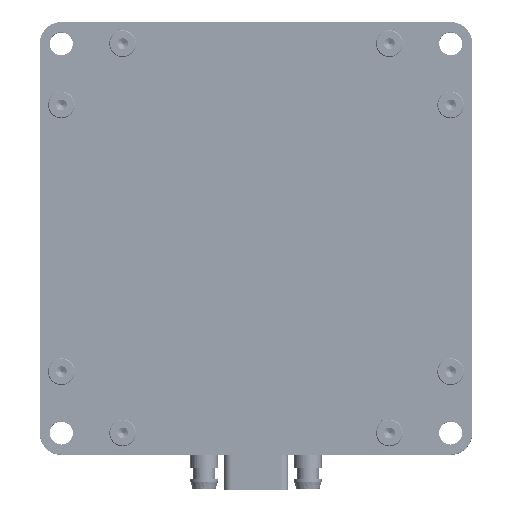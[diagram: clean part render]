
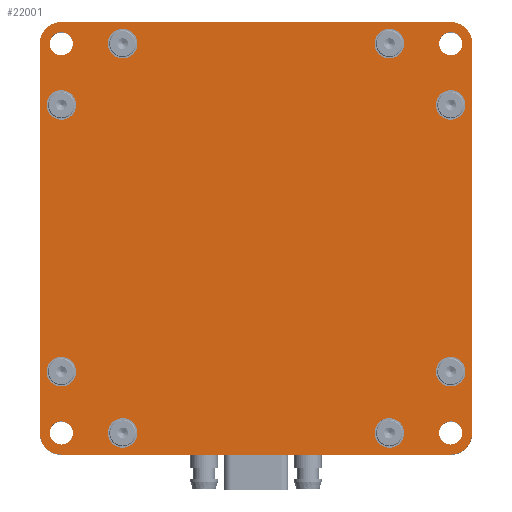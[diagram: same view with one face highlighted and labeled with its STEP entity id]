
A CAD part, top view. The second image highlights one B-rep face of the part: STEP entity #22001.
In plain terms, the highlighted face is planar.
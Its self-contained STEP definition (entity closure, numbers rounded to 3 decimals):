
#12297=LINE('',#99517,#14788);
#12338=LINE('',#99665,#14829);
#12339=LINE('',#99670,#14830);
#12340=LINE('',#99674,#14831);
#14788=VECTOR('',#90268,1.);
#14829=VECTOR('',#90403,1.);
#14830=VECTOR('',#90406,1.);
#14831=VECTOR('',#90409,1.);
#16720=PLANE('',#83655);
#22001=ADVANCED_FACE('',(#26435,#26436,#26437,#26438,#26439,#26440,#26441,
#26442,#26443,#26444,#26445,#26446,#26447),#16720,.F.);
#26435=FACE_BOUND('',#30571,.T.);
#26436=FACE_BOUND('',#30572,.T.);
#26437=FACE_BOUND('',#30573,.T.);
#26438=FACE_BOUND('',#30574,.T.);
#26439=FACE_BOUND('',#30575,.T.);
#26440=FACE_BOUND('',#30576,.T.);
#26441=FACE_BOUND('',#30577,.T.);
#26442=FACE_BOUND('',#30578,.T.);
#26443=FACE_BOUND('',#30579,.T.);
#26444=FACE_BOUND('',#30580,.T.);
#26445=FACE_BOUND('',#30581,.T.);
#26446=FACE_BOUND('',#30582,.T.);
#26447=FACE_BOUND('',#30583,.T.);
#30571=EDGE_LOOP('',(#41664));
#30572=EDGE_LOOP('',(#41665));
#30573=EDGE_LOOP('',(#41666));
#30574=EDGE_LOOP('',(#41667));
#30575=EDGE_LOOP('',(#41668));
#30576=EDGE_LOOP('',(#41669));
#30577=EDGE_LOOP('',(#41670));
#30578=EDGE_LOOP('',(#41671));
#30579=EDGE_LOOP('',(#41672));
#30580=EDGE_LOOP('',(#41673));
#30581=EDGE_LOOP('',(#41674));
#30582=EDGE_LOOP('',(#41675,#41676,#41677,#41678,#41679,#41680,#41681,#41682));
#30583=EDGE_LOOP('',(#41683));
#41664=ORIENTED_EDGE('',*,*,#70853,.T.);
#41665=ORIENTED_EDGE('',*,*,#70854,.T.);
#41666=ORIENTED_EDGE('',*,*,#70855,.T.);
#41667=ORIENTED_EDGE('',*,*,#70856,.T.);
#41668=ORIENTED_EDGE('',*,*,#70857,.T.);
#41669=ORIENTED_EDGE('',*,*,#70858,.T.);
#41670=ORIENTED_EDGE('',*,*,#70859,.T.);
#41671=ORIENTED_EDGE('',*,*,#70860,.T.);
#41672=ORIENTED_EDGE('',*,*,#70861,.T.);
#41673=ORIENTED_EDGE('',*,*,#70862,.F.);
#41674=ORIENTED_EDGE('',*,*,#70863,.T.);
#41675=ORIENTED_EDGE('',*,*,#70864,.F.);
#41676=ORIENTED_EDGE('',*,*,#70865,.F.);
#41677=ORIENTED_EDGE('',*,*,#70866,.F.);
#41678=ORIENTED_EDGE('',*,*,#70867,.F.);
#41679=ORIENTED_EDGE('',*,*,#70868,.F.);
#41680=ORIENTED_EDGE('',*,*,#70869,.F.);
#41681=ORIENTED_EDGE('',*,*,#70786,.F.);
#41682=ORIENTED_EDGE('',*,*,#70870,.F.);
#41683=ORIENTED_EDGE('',*,*,#70871,.F.);
#62061=VERTEX_POINT('',#99516);
#62062=VERTEX_POINT('',#99518);
#62111=VERTEX_POINT('',#99644);
#62112=VERTEX_POINT('',#99646);
#62113=VERTEX_POINT('',#99648);
#62114=VERTEX_POINT('',#99650);
#62115=VERTEX_POINT('',#99652);
#62116=VERTEX_POINT('',#99654);
#62117=VERTEX_POINT('',#99656);
#62118=VERTEX_POINT('',#99658);
#62119=VERTEX_POINT('',#99660);
#62120=VERTEX_POINT('',#99662);
#62121=VERTEX_POINT('',#99664);
#62122=VERTEX_POINT('',#99666);
#62123=VERTEX_POINT('',#99667);
#62124=VERTEX_POINT('',#99669);
#62125=VERTEX_POINT('',#99671);
#62126=VERTEX_POINT('',#99673);
#62127=VERTEX_POINT('',#99675);
#62128=VERTEX_POINT('',#99679);
#70786=EDGE_CURVE('',#62061,#62062,#12297,.T.);
#70853=EDGE_CURVE('',#62111,#62111,#81159,.T.);
#70854=EDGE_CURVE('',#62112,#62112,#81160,.T.);
#70855=EDGE_CURVE('',#62113,#62113,#81161,.T.);
#70856=EDGE_CURVE('',#62114,#62114,#81162,.T.);
#70857=EDGE_CURVE('',#62115,#62115,#81163,.T.);
#70858=EDGE_CURVE('',#62116,#62116,#81164,.T.);
#70859=EDGE_CURVE('',#62117,#62117,#81165,.T.);
#70860=EDGE_CURVE('',#62118,#62118,#81166,.T.);
#70861=EDGE_CURVE('',#62119,#62119,#81167,.T.);
#70862=EDGE_CURVE('',#62120,#62120,#81168,.T.);
#70863=EDGE_CURVE('',#62121,#62121,#81169,.T.);
#70864=EDGE_CURVE('',#62122,#62123,#12338,.T.);
#70865=EDGE_CURVE('',#62124,#62122,#81170,.T.);
#70866=EDGE_CURVE('',#62125,#62124,#12339,.T.);
#70867=EDGE_CURVE('',#62126,#62125,#81171,.T.);
#70868=EDGE_CURVE('',#62127,#62126,#12340,.T.);
#70869=EDGE_CURVE('',#62062,#62127,#81172,.T.);
#70870=EDGE_CURVE('',#62123,#62061,#81173,.T.);
#70871=EDGE_CURVE('',#62128,#62128,#81174,.T.);
#81159=CIRCLE('',#83639,2.05);
#81160=CIRCLE('',#83640,2.05);
#81161=CIRCLE('',#83641,2.05);
#81162=CIRCLE('',#83642,2.05);
#81163=CIRCLE('',#83643,2.05);
#81164=CIRCLE('',#83644,2.05);
#81165=CIRCLE('',#83645,2.05);
#81166=CIRCLE('',#83646,2.05);
#81167=CIRCLE('',#83647,1.61);
#81168=CIRCLE('',#83648,1.61);
#81169=CIRCLE('',#83649,1.61);
#81170=CIRCLE('',#83650,3.);
#81171=CIRCLE('',#83651,3.);
#81172=CIRCLE('',#83652,3.);
#81173=CIRCLE('',#83653,3.);
#81174=CIRCLE('',#83654,1.61);
#83639=AXIS2_PLACEMENT_3D('',#99643,#90381,#90382);
#83640=AXIS2_PLACEMENT_3D('',#99645,#90383,#90384);
#83641=AXIS2_PLACEMENT_3D('',#99647,#90385,#90386);
#83642=AXIS2_PLACEMENT_3D('',#99649,#90387,#90388);
#83643=AXIS2_PLACEMENT_3D('',#99651,#90389,#90390);
#83644=AXIS2_PLACEMENT_3D('',#99653,#90391,#90392);
#83645=AXIS2_PLACEMENT_3D('',#99655,#90393,#90394);
#83646=AXIS2_PLACEMENT_3D('',#99657,#90395,#90396);
#83647=AXIS2_PLACEMENT_3D('',#99659,#90397,#90398);
#83648=AXIS2_PLACEMENT_3D('',#99661,#90399,#90400);
#83649=AXIS2_PLACEMENT_3D('',#99663,#90401,#90402);
#83650=AXIS2_PLACEMENT_3D('',#99668,#90404,#90405);
#83651=AXIS2_PLACEMENT_3D('',#99672,#90407,#90408);
#83652=AXIS2_PLACEMENT_3D('',#99676,#90410,#90411);
#83653=AXIS2_PLACEMENT_3D('',#99677,#90412,#90413);
#83654=AXIS2_PLACEMENT_3D('',#99678,#90414,#90415);
#83655=AXIS2_PLACEMENT_3D('',#99680,#90416,#90417);
#90268=DIRECTION('',(1.,0.,0.));
#90381=DIRECTION('',(0.,0.,1.));
#90382=DIRECTION('',(0.,-1.,0.));
#90383=DIRECTION('',(0.,0.,1.));
#90384=DIRECTION('',(0.,-1.,0.));
#90385=DIRECTION('',(0.,0.,1.));
#90386=DIRECTION('',(1.,0.,0.));
#90387=DIRECTION('',(0.,0.,1.));
#90388=DIRECTION('',(-1.,0.,0.));
#90389=DIRECTION('',(0.,0.,1.));
#90390=DIRECTION('',(1.,0.,0.));
#90391=DIRECTION('',(0.,0.,1.));
#90392=DIRECTION('',(-1.,0.,0.));
#90393=DIRECTION('',(0.,0.,1.));
#90394=DIRECTION('',(0.,1.,0.));
#90395=DIRECTION('',(0.,0.,1.));
#90396=DIRECTION('',(0.,1.,0.));
#90397=DIRECTION('',(0.,0.,1.));
#90398=DIRECTION('',(1.,0.,0.));
#90399=DIRECTION('',(0.,0.,-1.));
#90400=DIRECTION('',(1.,0.,0.));
#90401=DIRECTION('',(0.,0.,1.));
#90402=DIRECTION('',(1.,0.,0.));
#90403=DIRECTION('',(0.,-1.,0.));
#90404=DIRECTION('',(0.,0.,1.));
#90405=DIRECTION('',(0.,-1.,0.));
#90406=DIRECTION('',(-1.,0.,0.));
#90407=DIRECTION('',(0.,0.,1.));
#90408=DIRECTION('',(0.,-1.,0.));
#90409=DIRECTION('',(0.,1.,0.));
#90410=DIRECTION('',(0.,0.,1.));
#90411=DIRECTION('',(0.,-1.,0.));
#90412=DIRECTION('',(0.,0.,1.));
#90413=DIRECTION('',(0.,-1.,0.));
#90414=DIRECTION('',(0.,0.,-1.));
#90415=DIRECTION('',(1.,0.,0.));
#90416=DIRECTION('',(0.,0.,1.));
#90417=DIRECTION('',(1.,0.,0.));
#99516=CARTESIAN_POINT('',(-27.,-30.,-7.));
#99517=CARTESIAN_POINT('',(-27.,-30.,-7.));
#99518=CARTESIAN_POINT('',(27.,-30.,-7.));
#99643=CARTESIAN_POINT('',(-27.,-18.5,-7.));
#99644=CARTESIAN_POINT('',(-27.,-20.55,-7.));
#99645=CARTESIAN_POINT('',(-27.,18.5,-7.));
#99646=CARTESIAN_POINT('',(-27.,16.45,-7.));
#99647=CARTESIAN_POINT('',(-18.5,-27.,-7.));
#99648=CARTESIAN_POINT('',(-16.45,-27.,-7.));
#99649=CARTESIAN_POINT('',(-18.5,27.,-7.));
#99650=CARTESIAN_POINT('',(-20.55,27.,-7.));
#99651=CARTESIAN_POINT('',(18.5,-27.,-7.));
#99652=CARTESIAN_POINT('',(20.55,-27.,-7.));
#99653=CARTESIAN_POINT('',(18.5,27.,-7.));
#99654=CARTESIAN_POINT('',(16.45,27.,-7.));
#99655=CARTESIAN_POINT('',(27.,-18.5,-7.));
#99656=CARTESIAN_POINT('',(27.,-16.45,-7.));
#99657=CARTESIAN_POINT('',(27.,18.5,-7.));
#99658=CARTESIAN_POINT('',(27.,20.55,-7.));
#99659=CARTESIAN_POINT('',(27.,27.,-7.));
#99660=CARTESIAN_POINT('',(28.61,27.,-7.));
#99661=CARTESIAN_POINT('',(-27.,27.,-7.));
#99662=CARTESIAN_POINT('',(-25.39,27.,-7.));
#99663=CARTESIAN_POINT('',(-27.,-27.,-7.));
#99664=CARTESIAN_POINT('',(-25.39,-27.,-7.));
#99665=CARTESIAN_POINT('',(-30.,27.,-7.));
#99666=CARTESIAN_POINT('',(-30.,27.,-7.));
#99667=CARTESIAN_POINT('',(-30.,-27.,-7.));
#99668=CARTESIAN_POINT('',(-27.,27.,-7.));
#99669=CARTESIAN_POINT('',(-27.,30.,-7.));
#99670=CARTESIAN_POINT('',(27.,30.,-7.));
#99671=CARTESIAN_POINT('',(27.,30.,-7.));
#99672=CARTESIAN_POINT('',(27.,27.,-7.));
#99673=CARTESIAN_POINT('',(30.,27.,-7.));
#99674=CARTESIAN_POINT('',(30.,-27.,-7.));
#99675=CARTESIAN_POINT('',(30.,-27.,-7.));
#99676=CARTESIAN_POINT('',(27.,-27.,-7.));
#99677=CARTESIAN_POINT('',(-27.,-27.,-7.));
#99678=CARTESIAN_POINT('',(27.,-27.,-7.));
#99679=CARTESIAN_POINT('',(28.61,-27.,-7.));
#99680=CARTESIAN_POINT('',(-27.,-27.,-7.));
